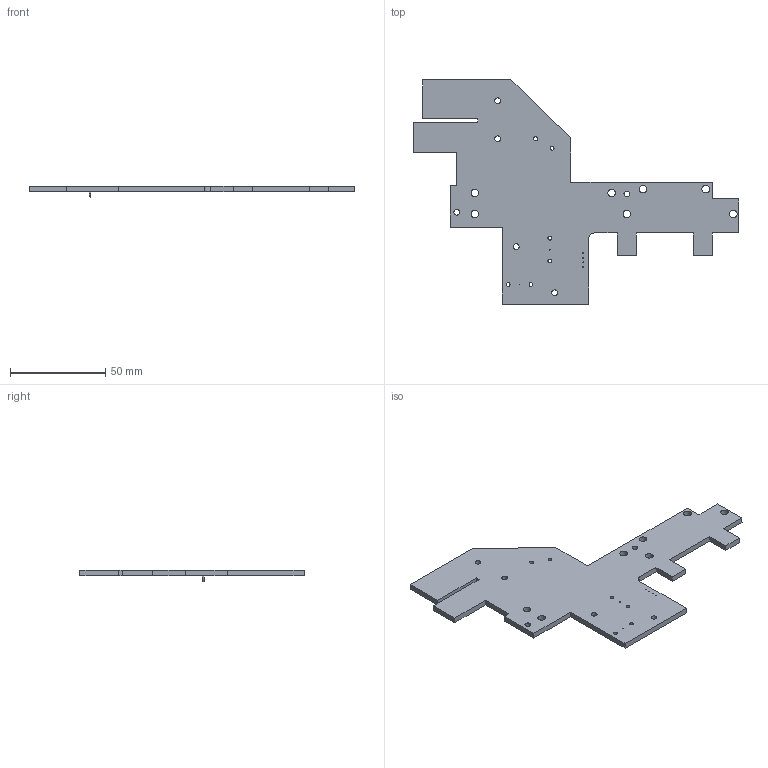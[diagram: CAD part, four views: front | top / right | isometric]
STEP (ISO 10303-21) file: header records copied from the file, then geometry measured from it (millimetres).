
FILE_DESCRIPTION(/* description */ (''),/* implementation_level */ '2;1');
FILE_NAME(/* name */ 'Panel_B.step',/* time_stamp */ '2018-03-12T16:07:29+01:00',/* author */ (''),/* organization */ (''),/* preprocessor_version */ 'ST-DEVELOPER v16.13',/* originating_system */ 'Autodesk Translation Framework v6.5.0.72',/* authorisation */ '');
FILE_SCHEMA (('AUTOMOTIVE_DESIGN { 1 0 10303 214 3 1 1 }'));
Length unit declared in the file: millimetre
Products named in the file (1): Panel_B
Bounding box: 171.51 x 118 x 6 mm (x, y, z)
Volume: 27290.4 mm3; surface area: 20794.1 mm2
Topology: 1 solids, 1 shells, 61 faces, 188 edges, 130 vertices
Faces by surface type: plane 34, cylinder 27
Full cylindrical faces by diameter (mm): 0.5 x6, 2 x6, 3 x6, 4 x7
Entity records: 2271 total; most frequent: CARTESIAN_POINT 380, ORIENTED_EDGE 376, DIRECTION 376, EDGE_CURVE 188, VERTEX_POINT 130, AXIS2_PLACEMENT_3D 126, LINE 124, VECTOR 124
